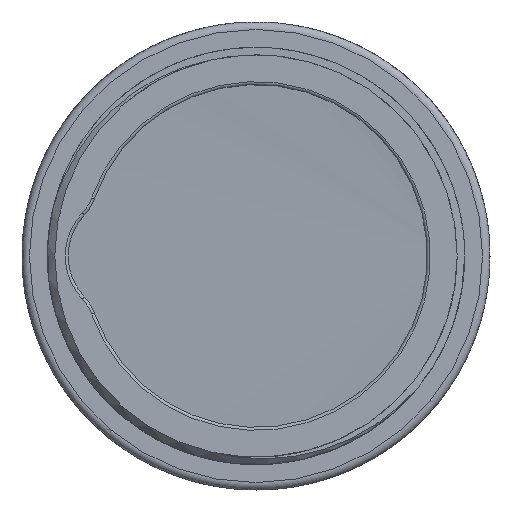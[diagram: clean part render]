
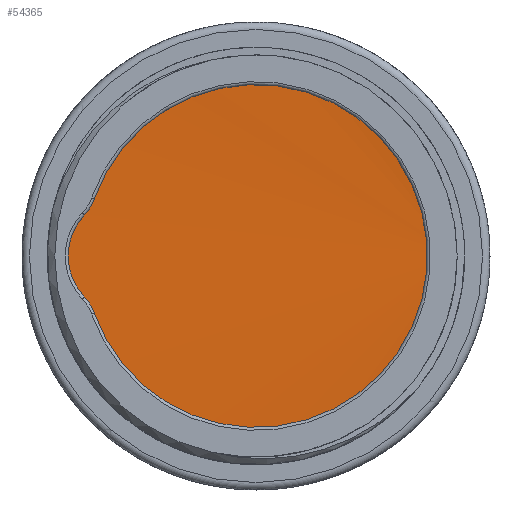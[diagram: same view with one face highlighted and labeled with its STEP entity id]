
A CAD part, left-side view. The second image highlights one B-rep face of the part: STEP entity #54365.
In plain terms, the highlighted cylindrical face has radius 13.5 mm (diameter 27 mm), a full revolution.
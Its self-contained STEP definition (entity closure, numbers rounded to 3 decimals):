
#3286=CIRCLE('',#57679,13.5);
#3824=FACE_OUTER_BOUND('',#7039,.T.);
#7039=EDGE_LOOP('',(#33508,#33509,#33510,#33511));
#10524=B_SPLINE_CURVE_WITH_KNOTS('',3,(#63817,#63818,#63819,#63820,#63821,
#63822,#63823,#63824,#63825,#63826,#63827,#63828,#63829),.UNSPECIFIED.,
 .F.,.F.,(4,1,1,1,1,1,1,1,1,1,4),(4.937,5.42,5.903,
6.386,6.869,7.352,7.835,8.318,
8.801,9.285,9.425),.UNSPECIFIED.);
#17932=LINE('',#62735,#18381);
#17938=LINE('',#62839,#18387);
#18381=VECTOR('',#59126,13.5);
#18387=VECTOR('',#59148,13.5);
#18830=VERTEX_POINT('',#62733);
#18831=VERTEX_POINT('',#62734);
#18839=VERTEX_POINT('',#62838);
#18887=VERTEX_POINT('',#63218);
#24607=EDGE_CURVE('',#18830,#18831,#17932,.T.);
#24621=EDGE_CURVE('',#18839,#18830,#17938,.T.);
#24740=EDGE_CURVE('',#18887,#18831,#10524,.T.);
#24741=EDGE_CURVE('',#18887,#18839,#3286,.T.);
#33508=ORIENTED_EDGE('',*,*,#24607,.T.);
#33509=ORIENTED_EDGE('',*,*,#24740,.F.);
#33510=ORIENTED_EDGE('',*,*,#24741,.T.);
#33511=ORIENTED_EDGE('',*,*,#24621,.T.);
#50595=CYLINDRICAL_SURFACE('',#57678,13.5);
#54365=ADVANCED_FACE('',(#3824),#50595,.T.);
#57678=AXIS2_PLACEMENT_3D('',#63830,#59419,#59420);
#57679=AXIS2_PLACEMENT_3D('',#63831,#59421,#59422);
#59126=DIRECTION('',(1.,0.,0.));
#59148=DIRECTION('',(1.,0.,0.));
#59419=DIRECTION('center_axis',(1.,0.,0.));
#59420=DIRECTION('ref_axis',(0.,1.,0.));
#59421=DIRECTION('center_axis',(1.,0.,0.));
#59422=DIRECTION('ref_axis',(0.,-1.,0.));
#62733=CARTESIAN_POINT('',(0.8,-13.5,0.));
#62734=CARTESIAN_POINT('',(2.,-13.5,0.));
#62735=CARTESIAN_POINT('',(-0.6,-13.5,0.));
#62838=CARTESIAN_POINT('',(0.,-13.5,0.));
#62839=CARTESIAN_POINT('',(-0.6,-13.5,0.));
#63218=CARTESIAN_POINT('',(0.,3.004,13.162));
#63817=CARTESIAN_POINT('Ctrl Pts',(0.,3.004,
13.162));
#63818=CARTESIAN_POINT('Ctrl Pts',(0.072,5.123,
12.678));
#63819=CARTESIAN_POINT('Ctrl Pts',(0.215,9.122,10.668));
#63820=CARTESIAN_POINT('Ctrl Pts',(0.431,13.034,5.209));
#63821=CARTESIAN_POINT('Ctrl Pts',(0.646,13.962,-1.441));
#63822=CARTESIAN_POINT('Ctrl Pts',(0.861,11.695,-7.762));
#63823=CARTESIAN_POINT('Ctrl Pts',(1.076,6.751,-12.306));
#63824=CARTESIAN_POINT('Ctrl Pts',(1.292,0.262,-14.034));
#63825=CARTESIAN_POINT('Ctrl Pts',(1.507,-6.287,-12.55));
#63826=CARTESIAN_POINT('Ctrl Pts',(1.722,-11.397,-8.194));
#63827=CARTESIAN_POINT('Ctrl Pts',(1.887,-13.307,-3.436));
#63828=CARTESIAN_POINT('Ctrl Pts',(1.979,-13.5,-0.631));
#63829=CARTESIAN_POINT('Ctrl Pts',(2.,-13.5,0.));
#63830=CARTESIAN_POINT('Origin',(-0.6,0.,0.));
#63831=CARTESIAN_POINT('Origin',(0.,0.,0.));
